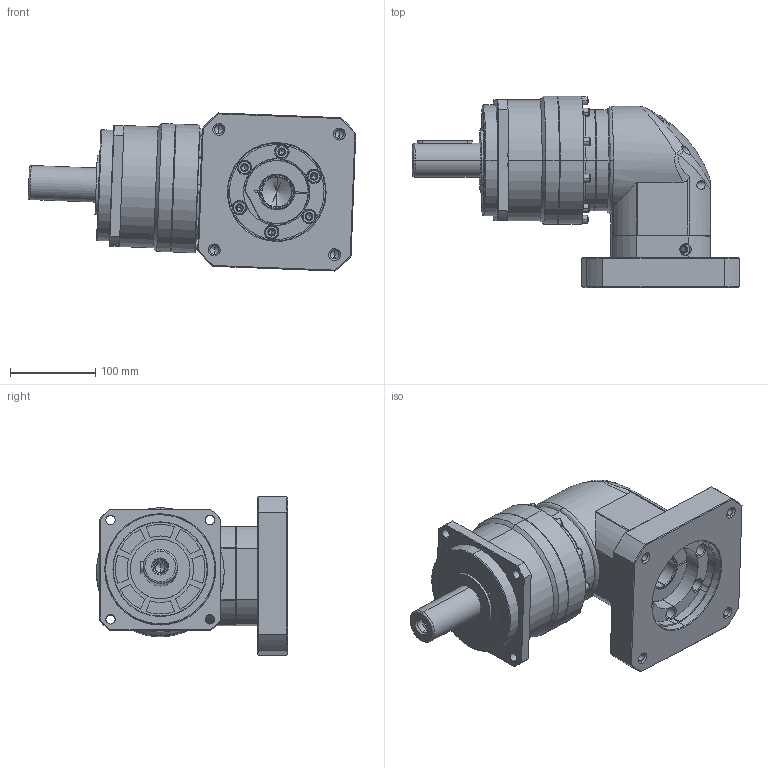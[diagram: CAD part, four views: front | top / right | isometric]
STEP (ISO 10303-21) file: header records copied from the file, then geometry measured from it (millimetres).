
FILE_DESCRIPTION (( 'STEP AP214' ), '1' );
FILE_NAME ('PBL142-L2-35-114.3-200M12.STEP', '2024-01-06T02:45:29', ( 'admin' ), ( '' ), 'SwSTEP 2.0', 'SolidWorks 2013', '' );
FILE_SCHEMA (( 'AUTOMOTIVE_DESIGN' ));
Length unit declared in the file: millimetre
Products named in the file (6): PB142_X2_8F9351FA7AEF_X0_; PB142_X2_4E007EA79F7F570863A5_X0_115; SBL115-114.3-200M12-Z84.5; SBL115_X2_8F9351658F7495017D2773AF_X0_-35; SDL115-35; PBL142-L2-35-114.3-200M12
Assembly tree (5 placements, depth 2):
  PBL142-L2-35-114.3-200M12
    SDL115-35
    SBL115_X2_8F9351658F7495017D2773AF_X0_-35
    SBL115-114.3-200M12-Z84.5
    PB142_X2_4E007EA79F7F570863A5_X0_115
    PB142_X2_8F9351FA7AEF_X0_
Bounding box: 384.15 x 224.5 x 185.36 mm (x, y, z)
Volume: 5025718.4 mm3; surface area: 420380.4 mm2
Topology: 9 solids, 9 shells, 768 faces, 1880 edges, 1130 vertices
Faces by surface type: cylinder 289, plane 230, cone 201, bspline 46, torus 2
Entity records: 38579 total; most frequent: CARTESIAN_POINT 12471, DIRECTION 3594, ORIENTED_EDGE 3580, EDGE_CURVE 1790, AXIS2_PLACEMENT_3D 1374, VERTEX_POINT 1130, EDGE_LOOP 902, LINE 846
